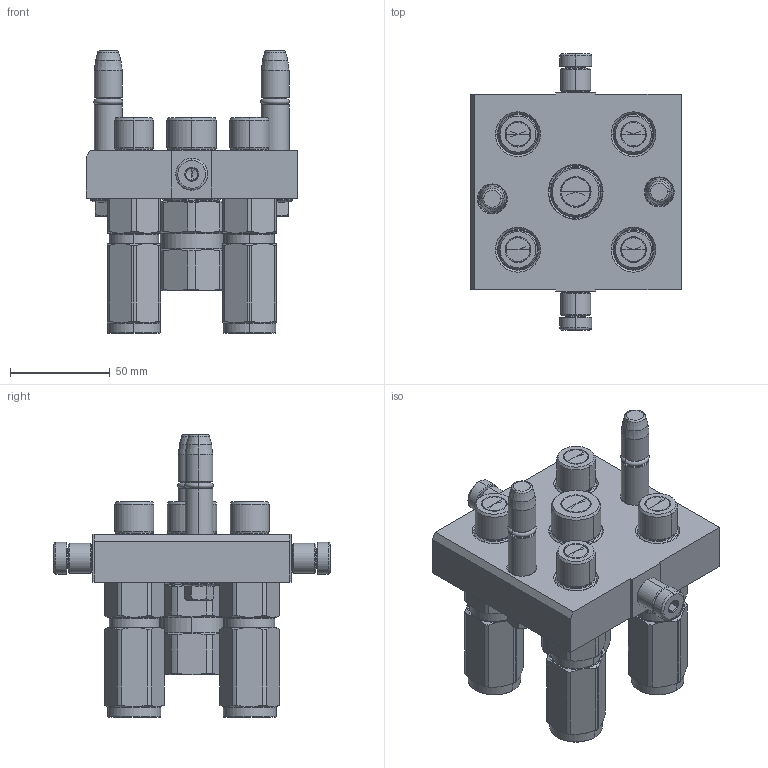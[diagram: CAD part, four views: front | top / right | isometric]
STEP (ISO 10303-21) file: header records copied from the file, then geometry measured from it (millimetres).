
FILE_DESCRIPTION (( 'STEP AP214' ), '1' );
FILE_NAME ('FASTER.step', '2023-10-25T05:41:27', ( '' ), ( '' ), 'SwSTEP 2.0', 'SolidWorks 2017', '' );
FILE_SCHEMA (( 'AUTOMOTIVE_DESIGN' ));
Length unit declared in the file: millimetre
Products named in the file (12): 4830_021_0000_000; 3ffnp38-12g_m; 4830_010_0000_011; 1540_080_0008_000; 2ffnp12-18g_m; 4830_028_1000_011; P506-1_M_BASE; et002; FASTER; or2_62x9_19_m; 4830_013_3000_030
Assembly tree (19 placements, depth 3):
  FASTER
    P506-1_M_BASE
      4830_010_0000_011
      4830_021_0000_000  x2
      1540_080_0008_000  x2
      4830_013_3000_030  x2
      4830_028_1000_011  x2
      or2_62x9_19_m  x2
    3ffnp38-12g_m  x4
      3ffnp38-12g_m
    2ffnp12-18g_m
    et002
Bounding box: 106.3 x 138.6 x 141.8 mm (x, y, z)
Volume: 39341.5 mm3; surface area: 134480.8 mm2
Topology: 8 solids, 56 shells, 1954 faces, 5431 edges, 3535 vertices
Faces by surface type: plane 984, cone 404, cylinder 352, torus 140, bspline 74
Entity records: 49553 total; most frequent: CARTESIAN_POINT 11949, ORIENTED_EDGE 6820, DIRECTION 6575, EDGE_CURVE 3518, VECTOR 2443, LINE 2443, VERTEX_POINT 2270, AXIS2_PLACEMENT_3D 2066
